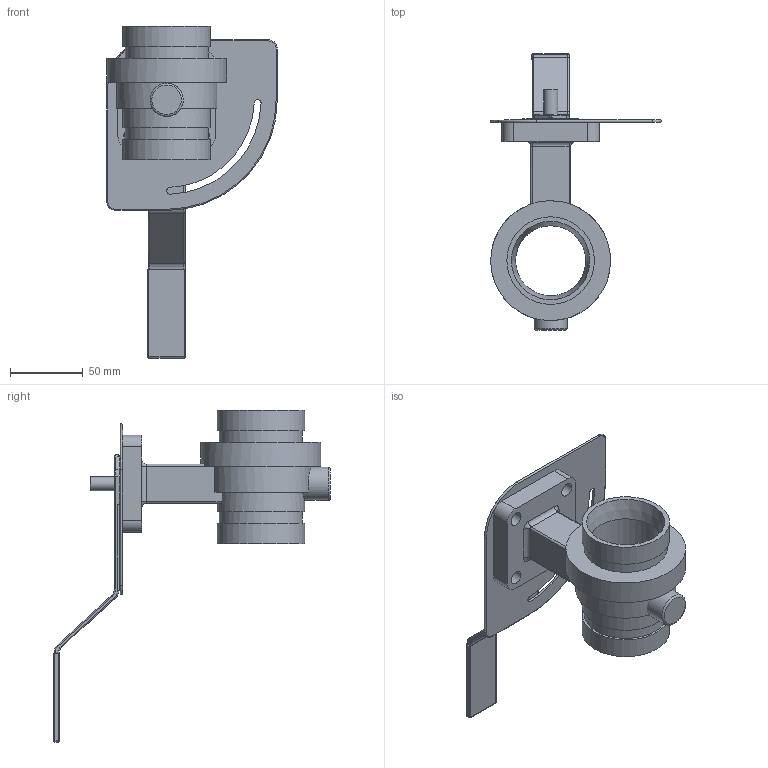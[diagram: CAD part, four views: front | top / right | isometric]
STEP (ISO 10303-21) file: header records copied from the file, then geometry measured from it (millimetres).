
FILE_DESCRIPTION (( 'STEP AP214' ), '1' );
FILE_NAME ('V100-AK-060-x DN50 200 Ø60,3 1901.STEP', '2019-01-02T13:36:21', ( '' ), ( '' ), 'SwSTEP 2.0', 'SolidWorks 2016', '' );
FILE_SCHEMA (( 'AUTOMOTIVE_DESIGN' ));
Length unit declared in the file: millimetre
Products named in the file (1): V100-AK-060-x DN50 200 Ø60,3 1901
Bounding box: 117.47 x 190.36 x 228.6 mm (x, y, z)
Volume: 270312.8 mm3; surface area: 94216.7 mm2
Topology: 2 solids, 2 shells, 305 faces, 762 edges, 491 vertices
Faces by surface type: plane 126, bspline 80, cylinder 72, torus 19, sphere 6, cone 2
Full cylindrical faces by diameter (mm): 8.331 x4, 9.652 x6, 22.86 x1, 38.1 x1, 48.26 x1, 54.102 x1, 57.15 x2, 60.325 x3, 82.55 x1
Entity records: 17510 total; most frequent: CARTESIAN_POINT 7338, ORIENTED_EDGE 1466, DIRECTION 1184, EDGE_CURVE 733, VERTEX_POINT 487, AXIS2_PLACEMENT_3D 395, LINE 394, VECTOR 394
